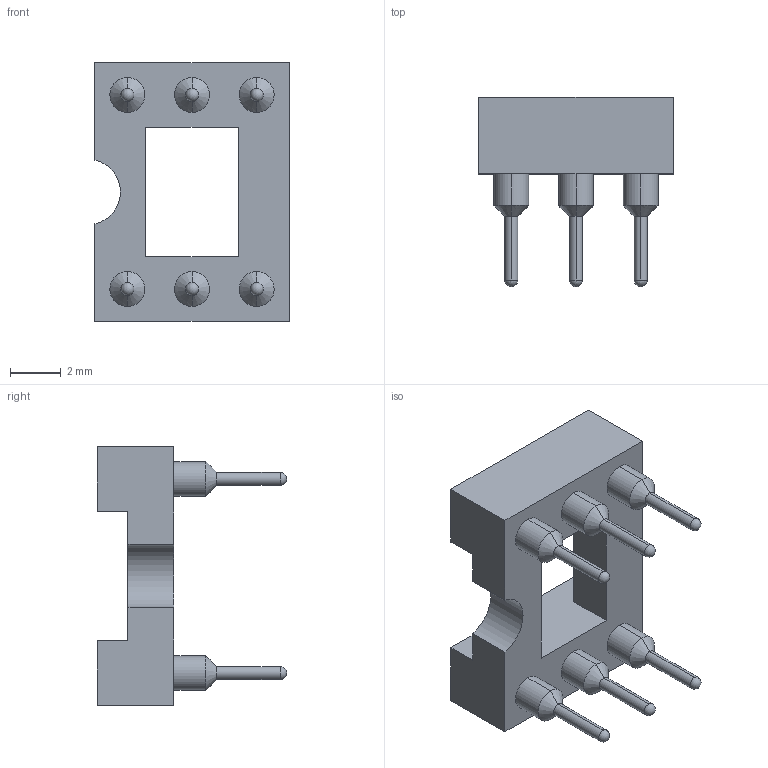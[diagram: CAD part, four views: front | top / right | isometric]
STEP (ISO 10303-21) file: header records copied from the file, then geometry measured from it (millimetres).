
FILE_DESCRIPTION(('STEP AP242'),'1');
FILE_NAME('socket_ar_06-hzl-tt.stp','2022-11-15T23:21:30',('TraceParts'),('TraceParts S.A.'),'Spatial InterOp 3D',' ',' ');
FILE_SCHEMA(('AP242_MANAGED_MODEL_BASED_3D_ENGINEERING_MIM_LF {1 0 10303 442 1 1 4}'));
Length unit declared in the file: millimetre
Products named in the file (1): socket_ar_06-hzl-tt
Bounding box: 7.62 x 7.43 x 10.16 mm (x, y, z)
Volume: 159.4 mm3; surface area: 361.8 mm2
Topology: 1 solids, 1 shells, 81 faces, 198 edges, 124 vertices
Faces by surface type: cylinder 37, plane 26, cone 12, sphere 6
Entity records: 3006 total; most frequent: DIRECTION 448, CARTESIAN_POINT 392, ORIENTED_EDGE 372, EDGE_CURVE 186, AXIS2_PLACEMENT_3D 180, VERTEX_POINT 124, EDGE_LOOP 100, CIRCLE 98
